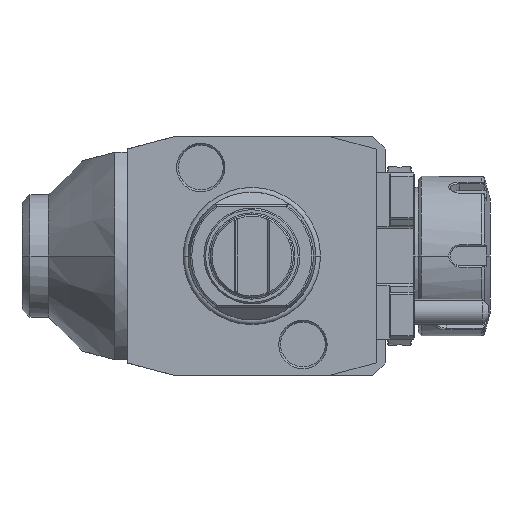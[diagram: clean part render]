
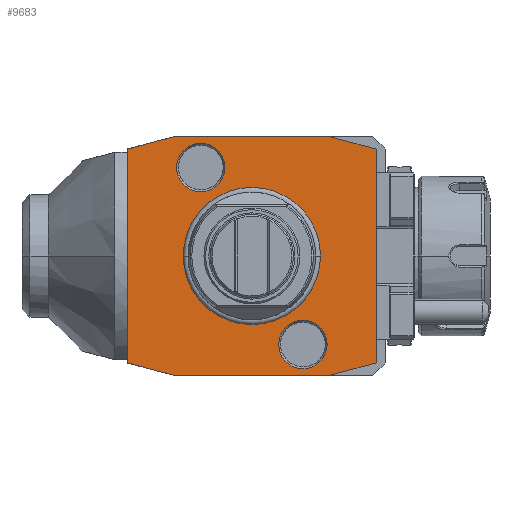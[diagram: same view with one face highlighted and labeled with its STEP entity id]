
A CAD part, front view. The second image highlights one B-rep face of the part: STEP entity #9683.
In plain terms, the highlighted planar face has unit normal (0, -1, 0).
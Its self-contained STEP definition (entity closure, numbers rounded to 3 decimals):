
#1=DIRECTION('',(0.966,0.,-0.259));
#2=VECTOR('',#1,15.529);
#3=CARTESIAN_POINT('',(-39.,0.,-33.481));
#4=LINE('',#3,#2);
#5=DIRECTION('',(0.,0.,-1.));
#6=VECTOR('',#5,66.962);
#7=CARTESIAN_POINT('',(-39.,0.,33.481));
#8=LINE('',#7,#6);
#9=DIRECTION('',(-0.966,0.,-0.259));
#10=VECTOR('',#9,15.529);
#11=CARTESIAN_POINT('',(-24.,0.,37.5));
#12=LINE('',#11,#10);
#13=DIRECTION('',(-1.,0.,0.));
#14=VECTOR('',#13,48.);
#15=CARTESIAN_POINT('',(24.,0.,37.5));
#16=LINE('',#15,#14);
#17=DIRECTION('',(-0.966,0.,0.259));
#18=VECTOR('',#17,15.529);
#19=CARTESIAN_POINT('',(39.,0.,33.481));
#20=LINE('',#19,#18);
#21=DIRECTION('',(0.,0.,1.));
#22=VECTOR('',#21,66.962);
#23=CARTESIAN_POINT('',(39.,0.,-33.481));
#24=LINE('',#23,#22);
#25=DIRECTION('',(0.966,0.,0.259));
#26=VECTOR('',#25,15.529);
#27=CARTESIAN_POINT('',(24.,0.,-37.5));
#28=LINE('',#27,#26);
#29=DIRECTION('',(1.,0.,0.));
#30=VECTOR('',#29,48.);
#31=CARTESIAN_POINT('',(-24.,0.,-37.5));
#32=LINE('',#31,#30);
#33=CARTESIAN_POINT('',(-16.,0.,27.713));
#34=DIRECTION('',(0.,1.,0.));
#35=DIRECTION('',(1.,0.,0.));
#36=AXIS2_PLACEMENT_3D('',#33,#34,#35);
#38=CARTESIAN_POINT('',(-16.,0.,27.713));
#39=DIRECTION('',(0.,1.,0.));
#40=DIRECTION('',(-1.,0.,0.));
#41=AXIS2_PLACEMENT_3D('',#38,#39,#40);
#43=CARTESIAN_POINT('',(16.,0.,-27.713));
#44=DIRECTION('',(0.,1.,0.));
#45=DIRECTION('',(1.,0.,0.));
#46=AXIS2_PLACEMENT_3D('',#43,#44,#45);
#48=CARTESIAN_POINT('',(16.,0.,-27.713));
#49=DIRECTION('',(0.,1.,0.));
#50=DIRECTION('',(-1.,0.,0.));
#51=AXIS2_PLACEMENT_3D('',#48,#49,#50);
#5554=CARTESIAN_POINT('',(0.,0.,0.));
#5555=DIRECTION('',(0.,-1.,0.));
#5556=DIRECTION('',(1.,0.,0.));
#5557=AXIS2_PLACEMENT_3D('',#5554,#5555,#5556);
#5559=CARTESIAN_POINT('',(0.,0.,0.));
#5560=DIRECTION('',(0.,-1.,0.));
#5561=DIRECTION('',(-1.,0.,0.));
#5562=AXIS2_PLACEMENT_3D('',#5559,#5560,#5561);
#8618=CARTESIAN_POINT('',(-8.423,0.,
27.713));
#8619=CARTESIAN_POINT('',(-23.577,0.,
27.713));
#8620=VERTEX_POINT('',#8618);
#8621=VERTEX_POINT('',#8619);
#8750=CARTESIAN_POINT('',(23.577,0.,
-27.713));
#8751=CARTESIAN_POINT('',(8.423,0.,
-27.713));
#8752=VERTEX_POINT('',#8750);
#8753=VERTEX_POINT('',#8751);
#9441=CARTESIAN_POINT('',(-39.,0.,-33.481));
#9442=CARTESIAN_POINT('',(-24.,0.,-37.5));
#9443=VERTEX_POINT('',#9441);
#9444=VERTEX_POINT('',#9442);
#9445=CARTESIAN_POINT('',(24.,0.,-37.5));
#9446=VERTEX_POINT('',#9445);
#9447=CARTESIAN_POINT('',(39.,0.,-33.481));
#9448=VERTEX_POINT('',#9447);
#9449=CARTESIAN_POINT('',(39.,0.,33.481));
#9450=VERTEX_POINT('',#9449);
#9451=CARTESIAN_POINT('',(24.,0.,37.5));
#9452=VERTEX_POINT('',#9451);
#9453=CARTESIAN_POINT('',(-24.,0.,37.5));
#9454=VERTEX_POINT('',#9453);
#9455=CARTESIAN_POINT('',(-39.,0.,33.481));
#9456=VERTEX_POINT('',#9455);
#9488=CARTESIAN_POINT('',(21.137,0.,0.));
#9489=CARTESIAN_POINT('',(-21.137,0.,0.));
#9490=VERTEX_POINT('',#9488);
#9491=VERTEX_POINT('',#9489);
#9642=CARTESIAN_POINT('',(0.,0.,0.));
#9643=DIRECTION('',(0.,-1.,0.));
#9644=DIRECTION('',(-1.,0.,0.));
#9645=AXIS2_PLACEMENT_3D('',#9642,#9643,#9644);
#9646=PLANE('',#9645);
#9648=ORIENTED_EDGE('',*,*,#9647,.F.);
#9650=ORIENTED_EDGE('',*,*,#9649,.F.);
#9652=ORIENTED_EDGE('',*,*,#9651,.F.);
#9654=ORIENTED_EDGE('',*,*,#9653,.F.);
#9656=ORIENTED_EDGE('',*,*,#9655,.F.);
#9658=ORIENTED_EDGE('',*,*,#9657,.F.);
#9660=ORIENTED_EDGE('',*,*,#9659,.F.);
#9662=ORIENTED_EDGE('',*,*,#9661,.F.);
#9663=EDGE_LOOP('',(#9648,#9650,#9652,#9654,#9656,#9658,#9660,#9662));
#9664=FACE_OUTER_BOUND('',#9663,.F.);
#9666=ORIENTED_EDGE('',*,*,#9665,.T.);
#9668=ORIENTED_EDGE('',*,*,#9667,.T.);
#9669=EDGE_LOOP('',(#9666,#9668));
#9670=FACE_BOUND('',#9669,.F.);
#9672=ORIENTED_EDGE('',*,*,#9671,.F.);
#9674=ORIENTED_EDGE('',*,*,#9673,.F.);
#9675=EDGE_LOOP('',(#9672,#9674));
#9676=FACE_BOUND('',#9675,.F.);
#9678=ORIENTED_EDGE('',*,*,#9677,.F.);
#9680=ORIENTED_EDGE('',*,*,#9679,.F.);
#9681=EDGE_LOOP('',(#9678,#9680));
#9682=FACE_BOUND('',#9681,.F.);
#37=CIRCLE('',#36,7.577);
#42=CIRCLE('',#41,7.577);
#47=CIRCLE('',#46,7.577);
#52=CIRCLE('',#51,7.577);
#5558=CIRCLE('',#5557,21.137);
#5563=CIRCLE('',#5562,21.137);
#9647=EDGE_CURVE('',#9443,#9444,#4,.T.);
#9649=EDGE_CURVE('',#9456,#9443,#8,.T.);
#9651=EDGE_CURVE('',#9454,#9456,#12,.T.);
#9653=EDGE_CURVE('',#9452,#9454,#16,.T.);
#9655=EDGE_CURVE('',#9450,#9452,#20,.T.);
#9657=EDGE_CURVE('',#9448,#9450,#24,.T.);
#9659=EDGE_CURVE('',#9446,#9448,#28,.T.);
#9661=EDGE_CURVE('',#9444,#9446,#32,.T.);
#9665=EDGE_CURVE('',#9490,#9491,#5558,.T.);
#9667=EDGE_CURVE('',#9491,#9490,#5563,.T.);
#9671=EDGE_CURVE('',#8620,#8621,#37,.T.);
#9673=EDGE_CURVE('',#8621,#8620,#42,.T.);
#9677=EDGE_CURVE('',#8752,#8753,#47,.T.);
#9679=EDGE_CURVE('',#8753,#8752,#52,.T.);
#9683=ADVANCED_FACE('',(#9664,#9670,#9676,#9682),#9646,.T.);
